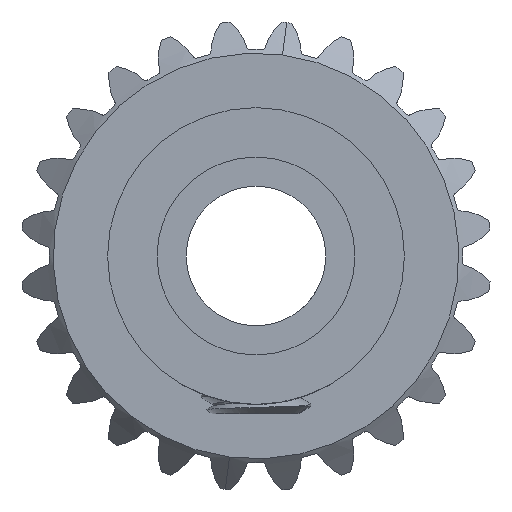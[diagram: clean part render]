
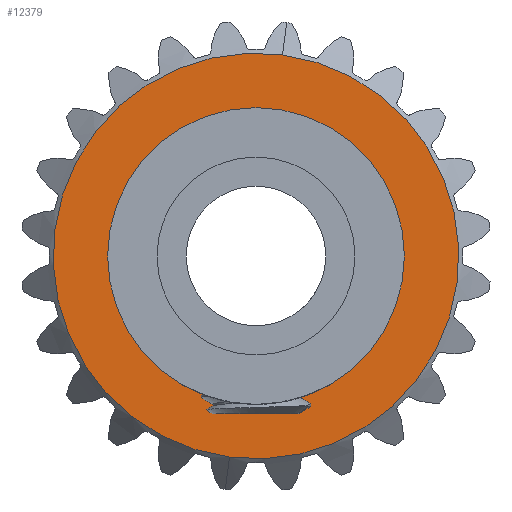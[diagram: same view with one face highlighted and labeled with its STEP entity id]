
A CAD part, left-side view. The second image highlights one B-rep face of the part: STEP entity #12379.
In plain terms, the highlighted planar face has unit normal (-1, 0, 0).
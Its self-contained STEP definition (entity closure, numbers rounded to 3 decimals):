
#238 = EDGE_CURVE ( 'NONE', #14393, #2915, #578, .T. ) ;
#578 = CIRCLE ( 'NONE', #4854, 9.229 ) ;
#673 = VERTEX_POINT ( 'NONE', #4358 ) ;
#1017 = CARTESIAN_POINT ( 'NONE',  ( 15.101, 0., 0. ) ) ;
#1161 = ORIENTED_EDGE ( 'NONE', *, *, #238, .T. ) ;
#1316 = AXIS2_PLACEMENT_3D ( 'NONE', #8918, #14431, #17104 ) ;
#2055 = DIRECTION ( 'NONE',  ( -1., 0., 0. ) ) ;
#2544 = VERTEX_POINT ( 'NONE', #5593 ) ;
#2824 = FACE_BOUND ( 'NONE', #9527, .T. ) ;
#2915 = VERTEX_POINT ( 'NONE', #7500 ) ;
#3020 = CARTESIAN_POINT ( 'NONE',  ( 15.101, -1.205, 9.15 ) ) ;
#3243 = FACE_OUTER_BOUND ( 'NONE', #3945, .T. ) ;
#3259 = CIRCLE ( 'NONE', #14581, 9.229 ) ;
#3867 = DIRECTION ( 'NONE',  ( -1., 0., 0. ) ) ;
#3945 = EDGE_LOOP ( 'NONE', ( #1161, #12811 ) ) ;
#4127 = AXIS2_PLACEMENT_3D ( 'NONE', #7826, #3867, #10822 ) ;
#4358 = CARTESIAN_POINT ( 'NONE',  ( 15.101, 6.75, 0. ) ) ;
#4844 = CIRCLE ( 'NONE', #4127, 6.75 ) ;
#4854 = AXIS2_PLACEMENT_3D ( 'NONE', #6961, #8356, #5445 ) ;
#5445 = DIRECTION ( 'NONE',  ( 0., 0., 1. ) ) ;
#5593 = CARTESIAN_POINT ( 'NONE',  ( 15.101, -6.75, 0. ) ) ;
#6961 = CARTESIAN_POINT ( 'NONE',  ( 15.101, 0., 0. ) ) ;
#7403 = DIRECTION ( 'NONE',  ( 0., 0., 1. ) ) ;
#7500 = CARTESIAN_POINT ( 'NONE',  ( 15.101, 1.205, -9.15 ) ) ;
#7594 = CIRCLE ( 'NONE', #1316, 6.75 ) ;
#7706 = DIRECTION ( 'NONE',  ( -1., 0., 0. ) ) ;
#7826 = CARTESIAN_POINT ( 'NONE',  ( 15.101, 0., 0. ) ) ;
#8356 = DIRECTION ( 'NONE',  ( -1., 0., 0. ) ) ;
#8688 = PLANE ( 'NONE',  #12621 ) ;
#8918 = CARTESIAN_POINT ( 'NONE',  ( 15.101, 0., 0. ) ) ;
#9527 = EDGE_LOOP ( 'NONE', ( #12857, #11939 ) ) ;
#10451 = EDGE_CURVE ( 'NONE', #2915, #14393, #3259, .T. ) ;
#10822 = DIRECTION ( 'NONE',  ( 0., -1., 0. ) ) ;
#11379 = CARTESIAN_POINT ( 'NONE',  ( 15.101, -0.914, 6.94 ) ) ;
#11939 = ORIENTED_EDGE ( 'NONE', *, *, #12480, .F. ) ;
#12379 = ADVANCED_FACE ( 'NONE', ( #2824, #3243 ), #8688, .T. ) ;
#12480 = EDGE_CURVE ( 'NONE', #2544, #673, #7594, .T. ) ;
#12621 = AXIS2_PLACEMENT_3D ( 'NONE', #11379, #2055, #7403 ) ;
#12811 = ORIENTED_EDGE ( 'NONE', *, *, #10451, .T. ) ;
#12857 = ORIENTED_EDGE ( 'NONE', *, *, #16966, .F. ) ;
#14393 = VERTEX_POINT ( 'NONE', #3020 ) ;
#14431 = DIRECTION ( 'NONE',  ( -1., 0., 0. ) ) ;
#14581 = AXIS2_PLACEMENT_3D ( 'NONE', #1017, #7706, #15701 ) ;
#15701 = DIRECTION ( 'NONE',  ( 0., 0., 1. ) ) ;
#16966 = EDGE_CURVE ( 'NONE', #673, #2544, #4844, .T. ) ;
#17104 = DIRECTION ( 'NONE',  ( 0., -1., 0. ) ) ;
